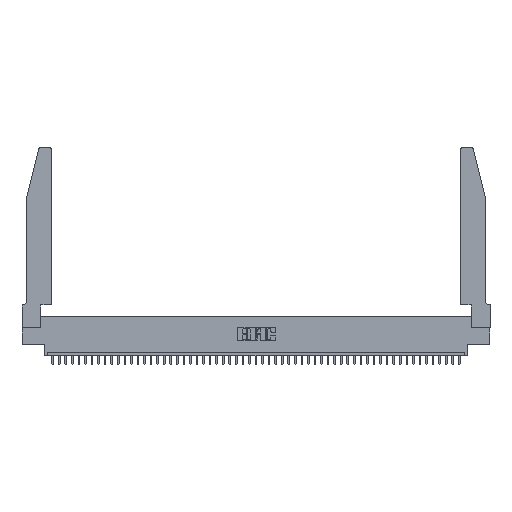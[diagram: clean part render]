
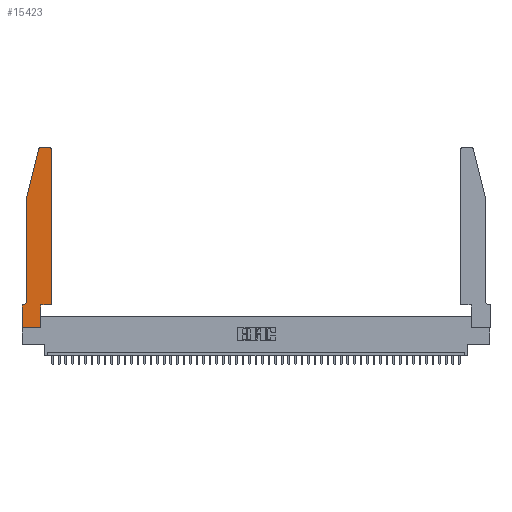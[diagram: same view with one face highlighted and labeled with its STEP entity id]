
A CAD part, top view. The second image highlights one B-rep face of the part: STEP entity #15423.
In plain terms, the highlighted planar face has unit normal (0, 0, 1).
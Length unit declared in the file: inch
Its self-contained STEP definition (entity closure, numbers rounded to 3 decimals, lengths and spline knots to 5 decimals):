
#170 = VECTOR ( 'NONE', #21170, 39.37008 ) ;
#694 = ORIENTED_EDGE ( 'NONE', *, *, #12608, .T. ) ;
#1097 = VERTEX_POINT ( 'NONE', #44232 ) ;
#1305 = LINE ( 'NONE', #7170, #31246 ) ;
#2902 = CARTESIAN_POINT ( 'NONE',  ( 0.4205, 2.75, 0.37 ) ) ;
#4002 = VERTEX_POINT ( 'NONE', #15078 ) ;
#5490 = ORIENTED_EDGE ( 'NONE', *, *, #17048, .T. ) ;
#5591 = CARTESIAN_POINT ( 'NONE',  ( 0.0755, 2., 0.37 ) ) ;
#5924 = DIRECTION ( 'NONE',  ( 0., 0., 1. ) ) ;
#6735 = DIRECTION ( 'NONE',  ( -1., 0., 0. ) ) ;
#7170 = CARTESIAN_POINT ( 'NONE',  ( 0.4505, 0.35, 0.37 ) ) ;
#7724 = LINE ( 'NONE', #38663, #25559 ) ;
#7861 = CIRCLE ( 'NONE', #45075, 0.03 ) ;
#7864 = EDGE_CURVE ( 'NONE', #1097, #48696, #31044, .T. ) ;
#8925 = VERTEX_POINT ( 'NONE', #2902 ) ;
#9420 = DIRECTION ( 'NONE',  ( 0., 0., -1. ) ) ;
#9631 = CARTESIAN_POINT ( 'NONE',  ( 0.25487, 2.72718, 0.37 ) ) ;
#9635 = ORIENTED_EDGE ( 'NONE', *, *, #34372, .T. ) ;
#10503 = DIRECTION ( 'NONE',  ( 0., 1., 0. ) ) ;
#10637 = CARTESIAN_POINT ( 'NONE',  ( 0., 0., 0.37 ) ) ;
#11380 = DIRECTION ( 'NONE',  ( 0., -1., 0. ) ) ;
#11404 = PLANE ( 'NONE',  #48642 ) ;
#11945 = ORIENTED_EDGE ( 'NONE', *, *, #7864, .T. ) ;
#12507 = VECTOR ( 'NONE', #11380, 39.37008 ) ;
#12583 = VERTEX_POINT ( 'NONE', #9631 ) ;
#12608 = EDGE_CURVE ( 'NONE', #14249, #8925, #7861, .T. ) ;
#13041 = ORIENTED_EDGE ( 'NONE', *, *, #19562, .T. ) ;
#13094 = CARTESIAN_POINT ( 'NONE',  ( 0.2865, 0.35, 0.37 ) ) ;
#13516 = EDGE_CURVE ( 'NONE', #42702, #44053, #31584, .T. ) ;
#13851 = CARTESIAN_POINT ( 'NONE',  ( 0., 0., 0.37 ) ) ;
#14249 = VERTEX_POINT ( 'NONE', #35852 ) ;
#14548 = CARTESIAN_POINT ( 'NONE',  ( 0.0755, 0.35, 0.37 ) ) ;
#14801 = ORIENTED_EDGE ( 'NONE', *, *, #34519, .T. ) ;
#15078 = CARTESIAN_POINT ( 'NONE',  ( 0.2865, 0., 0.37 ) ) ;
#15206 = CARTESIAN_POINT ( 'NONE',  ( 0., 0.35, 0.37 ) ) ;
#15423 = ADVANCED_FACE ( 'NONE', ( #34927 ), #11404, .T. ) ;
#15890 = DIRECTION ( 'NONE',  ( 1., 0., 0. ) ) ;
#17044 = DIRECTION ( 'NONE',  ( -1., 0., 0. ) ) ;
#17048 = EDGE_CURVE ( 'NONE', #22949, #12583, #33600, .T. ) ;
#18048 = ORIENTED_EDGE ( 'NONE', *, *, #13516, .T. ) ;
#18336 = ORIENTED_EDGE ( 'NONE', *, *, #43572, .T. ) ;
#19335 = LINE ( 'NONE', #22074, #170 ) ;
#19356 = VECTOR ( 'NONE', #6735, 39.37008 ) ;
#19562 = EDGE_CURVE ( 'NONE', #4002, #30612, #33955, .T. ) ;
#20912 = DIRECTION ( 'NONE',  ( 1., 0., 0. ) ) ;
#21170 = DIRECTION ( 'NONE',  ( -1., 0., 0. ) ) ;
#22074 = CARTESIAN_POINT ( 'NONE',  ( 0.2605, 2.75, 0.37 ) ) ;
#22949 = VERTEX_POINT ( 'NONE', #36665 ) ;
#23520 = DIRECTION ( 'NONE',  ( 0., 0., 1. ) ) ;
#23826 = ORIENTED_EDGE ( 'NONE', *, *, #37010, .T. ) ;
#24139 = DIRECTION ( 'NONE',  ( 0., -1., 0. ) ) ;
#24279 = AXIS2_PLACEMENT_3D ( 'NONE', #43972, #9420, #17044 ) ;
#25408 = EDGE_CURVE ( 'NONE', #48696, #4002, #40266, .T. ) ;
#25559 = VECTOR ( 'NONE', #15890, 39.37008 ) ;
#25923 = CARTESIAN_POINT ( 'NONE',  ( 0.0755, 2., 0.37 ) ) ;
#27294 = VERTEX_POINT ( 'NONE', #44387 ) ;
#27510 = DIRECTION ( 'NONE',  ( 0., 0., 1. ) ) ;
#27661 = VERTEX_POINT ( 'NONE', #34081 ) ;
#28855 = VECTOR ( 'NONE', #30115, 39.37008 ) ;
#29334 = DIRECTION ( 'NONE',  ( 1., 0., 0. ) ) ;
#29505 = LINE ( 'NONE', #14548, #19356 ) ;
#29942 = DIRECTION ( 'NONE',  ( -0.239, -0.971, 0. ) ) ;
#30115 = DIRECTION ( 'NONE',  ( 1., 0., 0. ) ) ;
#30366 = ORIENTED_EDGE ( 'NONE', *, *, #25408, .T. ) ;
#30612 = VERTEX_POINT ( 'NONE', #34138 ) ;
#31044 = LINE ( 'NONE', #42571, #45459 ) ;
#31246 = VECTOR ( 'NONE', #10503, 39.37008 ) ;
#31584 = LINE ( 'NONE', #32548, #12507 ) ;
#32548 = CARTESIAN_POINT ( 'NONE',  ( 0.0755, 2., 0.37 ) ) ;
#32669 = EDGE_CURVE ( 'NONE', #44053, #27294, #43305, .T. ) ;
#33600 = CIRCLE ( 'NONE', #44847, 0.03 ) ;
#33955 = LINE ( 'NONE', #13094, #42298 ) ;
#34081 = CARTESIAN_POINT ( 'NONE',  ( 0.4505, 0.35, 0.37 ) ) ;
#34138 = CARTESIAN_POINT ( 'NONE',  ( 0.2865, 0.35, 0.37 ) ) ;
#34372 = EDGE_CURVE ( 'NONE', #8925, #22949, #19335, .T. ) ;
#34519 = EDGE_CURVE ( 'NONE', #27661, #14249, #1305, .T. ) ;
#34871 = CARTESIAN_POINT ( 'NONE',  ( 0.284, 2.72, 0.37 ) ) ;
#34927 = FACE_OUTER_BOUND ( 'NONE', #35438, .T. ) ;
#35131 = VECTOR ( 'NONE', #29942, 39.37008 ) ;
#35438 = EDGE_LOOP ( 'NONE', ( #9635, #5490, #23826, #18048, #36876, #18336, #11945, #30366, #13041, #35807, #14801, #694 ) ) ;
#35807 = ORIENTED_EDGE ( 'NONE', *, *, #41364, .T. ) ;
#35852 = CARTESIAN_POINT ( 'NONE',  ( 0.4505, 2.72, 0.37 ) ) ;
#36665 = CARTESIAN_POINT ( 'NONE',  ( 0.284, 2.75, 0.37 ) ) ;
#36876 = ORIENTED_EDGE ( 'NONE', *, *, #32669, .T. ) ;
#37010 = EDGE_CURVE ( 'NONE', #12583, #42702, #41874, .T. ) ;
#38663 = CARTESIAN_POINT ( 'NONE',  ( 0.4505, 0.35, 0.37 ) ) ;
#40266 = LINE ( 'NONE', #13851, #28855 ) ;
#40511 = DIRECTION ( 'NONE',  ( 1., 0., 0. ) ) ;
#41364 = EDGE_CURVE ( 'NONE', #30612, #27661, #7724, .T. ) ;
#41874 = LINE ( 'NONE', #25923, #35131 ) ;
#42298 = VECTOR ( 'NONE', #43665, 39.37008 ) ;
#42571 = CARTESIAN_POINT ( 'NONE',  ( 0., 0., 0.37 ) ) ;
#42702 = VERTEX_POINT ( 'NONE', #5591 ) ;
#43305 = CIRCLE ( 'NONE', #24279, 0.07 ) ;
#43572 = EDGE_CURVE ( 'NONE', #27294, #1097, #29505, .T. ) ;
#43665 = DIRECTION ( 'NONE',  ( 0., 1., 0. ) ) ;
#43852 = CARTESIAN_POINT ( 'NONE',  ( 0.4205, 2.72, 0.37 ) ) ;
#43972 = CARTESIAN_POINT ( 'NONE',  ( 0.0055, 0.42, 0.37 ) ) ;
#44053 = VERTEX_POINT ( 'NONE', #44763 ) ;
#44232 = CARTESIAN_POINT ( 'NONE',  ( 0., 0.35, 0.37 ) ) ;
#44387 = CARTESIAN_POINT ( 'NONE',  ( 0.0055, 0.35, 0.37 ) ) ;
#44763 = CARTESIAN_POINT ( 'NONE',  ( 0.0755, 0.42, 0.37 ) ) ;
#44847 = AXIS2_PLACEMENT_3D ( 'NONE', #34871, #23520, #29334 ) ;
#45075 = AXIS2_PLACEMENT_3D ( 'NONE', #43852, #5924, #20912 ) ;
#45459 = VECTOR ( 'NONE', #24139, 39.37008 ) ;
#48642 = AXIS2_PLACEMENT_3D ( 'NONE', #15206, #27510, #40511 ) ;
#48696 = VERTEX_POINT ( 'NONE', #10637 ) ;
